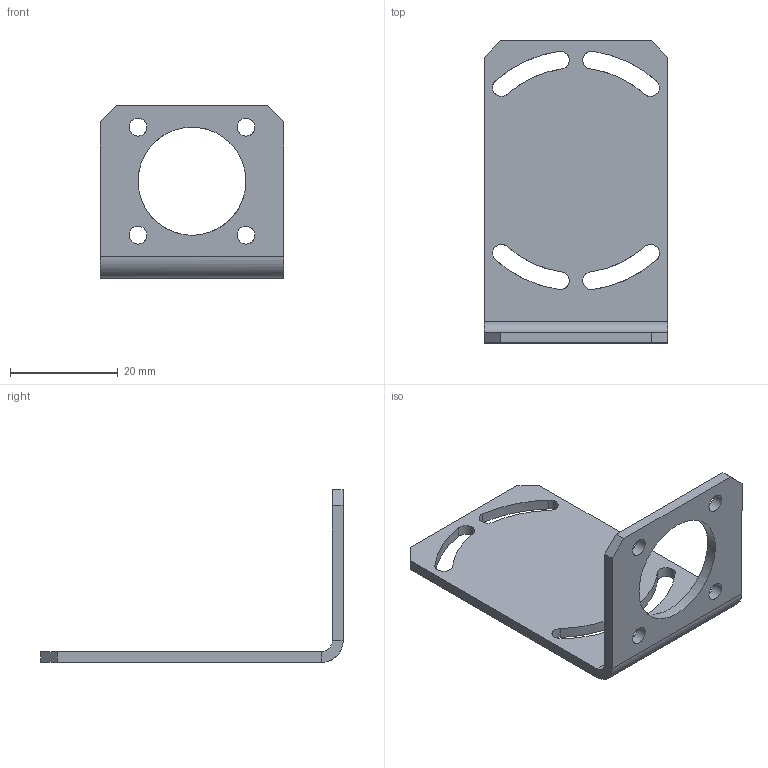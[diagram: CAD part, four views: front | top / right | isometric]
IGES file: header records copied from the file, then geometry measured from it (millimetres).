
Global section: file name: disoT506; native system: Autodesk Inventor 2016; preprocessor: unknown; author: C. Kuhn; organization: di-soric GmbH & Co. KG; date: 20161011.090251; units: millimetre
Bounding box: 34 x 56 x 32 mm (x, y, z)
Volume: 4636 mm3; surface area: 5584.3 mm2
Topology: 1 solids, 1 shells, 39 faces, 108 edges, 71 vertices
Faces by surface type: bspline 39
